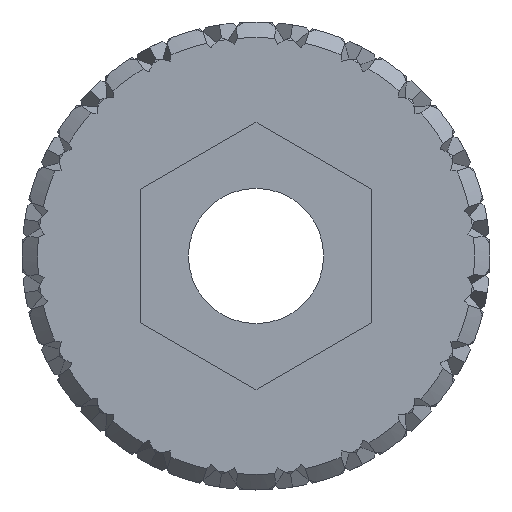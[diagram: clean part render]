
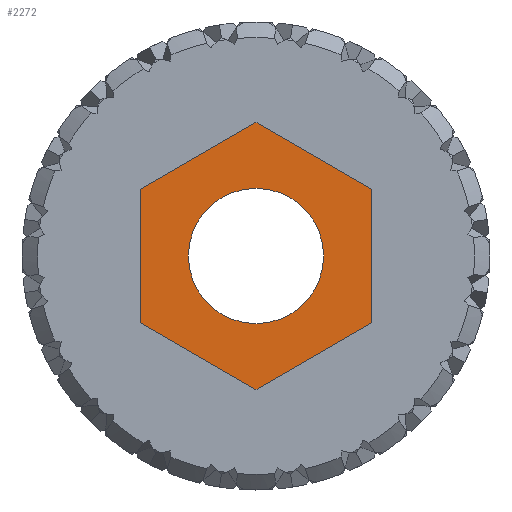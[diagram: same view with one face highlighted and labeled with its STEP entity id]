
A CAD part, front view. The second image highlights one B-rep face of the part: STEP entity #2272.
In plain terms, the highlighted planar face has unit normal (0, -1, 0).
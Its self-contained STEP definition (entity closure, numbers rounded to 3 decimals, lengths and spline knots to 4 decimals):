
#825=PLANE('',#7075);
#1838=LINE('',#40339,#1856);
#1839=LINE('',#40342,#1857);
#1840=LINE('',#40344,#1858);
#1841=LINE('',#40346,#1859);
#1842=LINE('',#40348,#1860);
#1843=LINE('',#40350,#1861);
#1856=VECTOR('',#7504,1.);
#1857=VECTOR('',#7505,1.);
#1858=VECTOR('',#7506,1.);
#1859=VECTOR('',#7507,1.);
#1860=VECTOR('',#7508,1.);
#1861=VECTOR('',#7509,1.);
#2272=ADVANCED_FACE('',(#2368,#2369),#825,.T.);
#2368=FACE_BOUND('',#2778,.T.);
#2369=FACE_BOUND('',#2779,.T.);
#2778=EDGE_LOOP('',(#4957,#4958,#4959,#4960,#4961,#4962));
#2779=EDGE_LOOP('',(#4963));
#4957=ORIENTED_EDGE('',*,*,#6772,.F.);
#4958=ORIENTED_EDGE('',*,*,#6773,.F.);
#4959=ORIENTED_EDGE('',*,*,#6774,.F.);
#4960=ORIENTED_EDGE('',*,*,#6775,.F.);
#4961=ORIENTED_EDGE('',*,*,#6776,.F.);
#4962=ORIENTED_EDGE('',*,*,#6777,.F.);
#4963=ORIENTED_EDGE('',*,*,#5684,.T.);
#4989=VERTEX_POINT('',#7534);
#5677=VERTEX_POINT('',#40340);
#5678=VERTEX_POINT('',#40341);
#5679=VERTEX_POINT('',#40343);
#5680=VERTEX_POINT('',#40345);
#5681=VERTEX_POINT('',#40347);
#5682=VERTEX_POINT('',#40349);
#5684=EDGE_CURVE('',#4989,#4989,#6785,.T.);
#6772=EDGE_CURVE('',#5677,#5678,#1838,.T.);
#6773=EDGE_CURVE('',#5679,#5677,#1839,.T.);
#6774=EDGE_CURVE('',#5680,#5679,#1840,.T.);
#6775=EDGE_CURVE('',#5681,#5680,#1841,.T.);
#6776=EDGE_CURVE('',#5682,#5681,#1842,.T.);
#6777=EDGE_CURVE('',#5678,#5682,#1843,.T.);
#6785=CIRCLE('',#6869,0.13);
#6869=AXIS2_PLACEMENT_3D('',#7533,#7086,#7087);
#7075=AXIS2_PLACEMENT_3D('',#40351,#7510,#7511);
#7086=DIRECTION('',(0.,1.,0.));
#7087=DIRECTION('',(0.,0.,-1.));
#7504=DIRECTION('',(0.,0.,1.));
#7505=DIRECTION('',(-0.866,0.,0.5));
#7506=DIRECTION('',(-0.866,0.,-0.5));
#7507=DIRECTION('',(0.,0.,-1.));
#7508=DIRECTION('',(0.866,0.,-0.5));
#7509=DIRECTION('',(0.866,0.,0.5));
#7510=DIRECTION('',(0.,-1.,0.));
#7511=DIRECTION('',(0.,0.,-1.));
#7533=CARTESIAN_POINT('',(3.67,-1.05,0.5));
#7534=CARTESIAN_POINT('',(3.67,-1.05,0.37));
#40339=CARTESIAN_POINT('',(3.4475,-1.05,0.6285));
#40340=CARTESIAN_POINT('',(3.4475,-1.05,0.3715));
#40341=CARTESIAN_POINT('',(3.4475,-1.05,0.6285));
#40342=CARTESIAN_POINT('',(3.4475,-1.05,0.3715));
#40343=CARTESIAN_POINT('',(3.67,-1.05,0.2431));
#40344=CARTESIAN_POINT('',(3.67,-1.05,0.2431));
#40345=CARTESIAN_POINT('',(3.8925,-1.05,0.3715));
#40346=CARTESIAN_POINT('',(3.8925,-1.05,0.3715));
#40347=CARTESIAN_POINT('',(3.8925,-1.05,0.6285));
#40348=CARTESIAN_POINT('',(3.8925,-1.05,0.6285));
#40349=CARTESIAN_POINT('',(3.67,-1.05,0.7569));
#40350=CARTESIAN_POINT('',(3.67,-1.05,0.7569));
#40351=CARTESIAN_POINT('',(-2.705,-1.05,0.));
